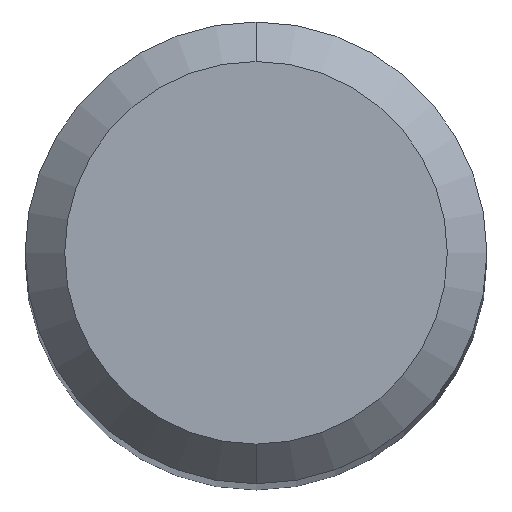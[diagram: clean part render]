
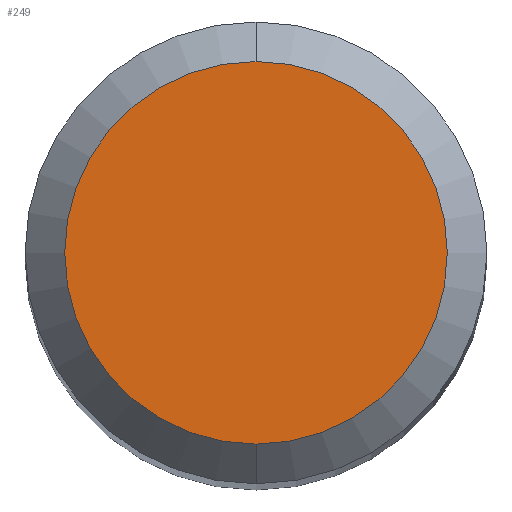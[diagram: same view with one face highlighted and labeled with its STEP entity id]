
A CAD part, top view. The second image highlights one B-rep face of the part: STEP entity #249.
In plain terms, the highlighted planar face has unit normal (0, 0, 1).
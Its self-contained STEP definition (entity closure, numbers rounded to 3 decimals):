
#147=VERTEX_POINT('',#363);
#193=EDGE_CURVE('',#219,#147,#412,.T.);
#219=VERTEX_POINT('',#441);
#249=ADVANCED_FACE('',(#479),#480,.T.);
#263=EDGE_CURVE('',#147,#219,#498,.T.);
#363=CARTESIAN_POINT('',(0.0,1.45,0.0));
#412=CIRCLE('',#667,1.45);
#441=CARTESIAN_POINT('',(0.,-1.45,0.0));
#479=FACE_OUTER_BOUND('',#754,.T.);
#480=PLANE('',#755);
#498=CIRCLE('',#775,1.45);
#667=AXIS2_PLACEMENT_3D('',#923,#924,#925);
#754=EDGE_LOOP('',(#1041,#1042));
#755=AXIS2_PLACEMENT_3D('',#1043,#1044,#1045);
#775=AXIS2_PLACEMENT_3D('',#1081,#1082,#1083);
#923=CARTESIAN_POINT('',(0.0,0.0,0.0));
#924=DIRECTION('',(0.0,0.0,-1.0));
#925=DIRECTION('',(0.0,1.0,0.0));
#1041=ORIENTED_EDGE('',*,*,#263,.F.);
#1042=ORIENTED_EDGE('',*,*,#193,.F.);
#1043=CARTESIAN_POINT('',(0.0,0.725,0.0));
#1044=DIRECTION('',(-0.0,0.0,1.0));
#1045=DIRECTION('',(0.0,-1.0,0.0));
#1081=CARTESIAN_POINT('',(0.0,0.0,0.0));
#1082=DIRECTION('',(0.0,0.0,-1.0));
#1083=DIRECTION('',(0.0,1.0,0.0));
